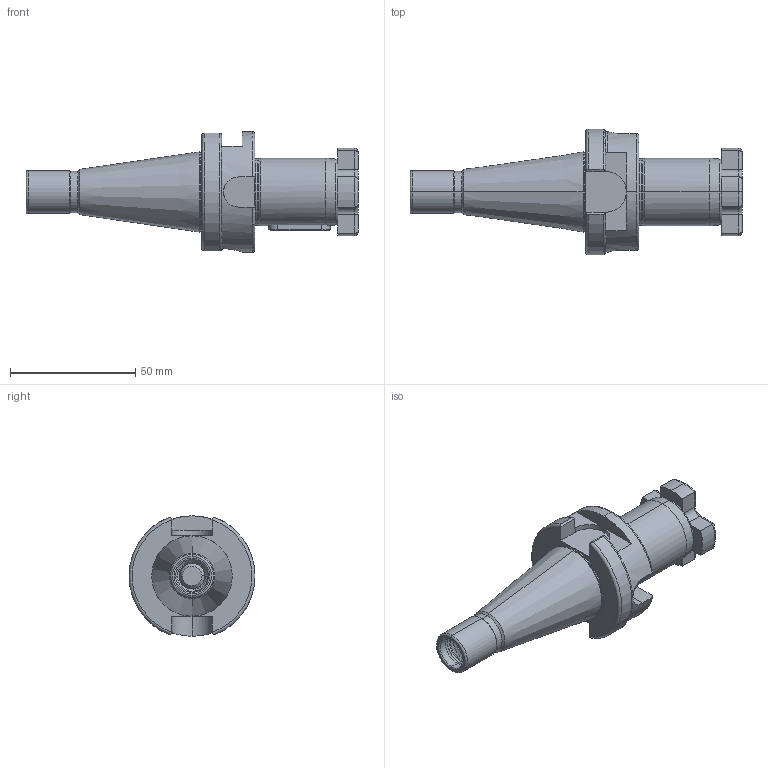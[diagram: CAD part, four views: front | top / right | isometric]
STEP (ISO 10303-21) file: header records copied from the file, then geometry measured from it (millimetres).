
FILE_DESCRIPTION (( 'STEP AP203' ), '1' );
FILE_NAME ('301.10.27.STEP', '2016-11-26T05:20:03', ( '' ), ( '' ), 'SwSTEP 2.0', 'SolidWorks 2012', '' );
FILE_SCHEMA (( 'CONFIG_CONTROL_DESIGN' ));
Length unit declared in the file: millimetre
Products named in the file (4): 十字螺絲FMB27; 301.10.27; SC27用鍵_7x7x25L
Assembly tree (3 placements, depth 2):
  301.10.27
    301.10.27
    十字螺絲FMB27
    SC27用鍵_7x7x25L
Bounding box: 132.4 x 50.2 x 48 mm (x, y, z)
Volume: 77211.9 mm3; surface area: 24531.2 mm2
Topology: 3 solids, 3 shells, 270 faces, 704 edges, 442 vertices
Faces by surface type: cylinder 136, plane 51, torus 39, cone 31, bspline 13
Entity records: 17029 total; most frequent: CARTESIAN_POINT 10590, ORIENTED_EDGE 1408, DIRECTION 1162, EDGE_CURVE 704, AXIS2_PLACEMENT_3D 450, VERTEX_POINT 442, EDGE_LOOP 276, ADVANCED_FACE 270
